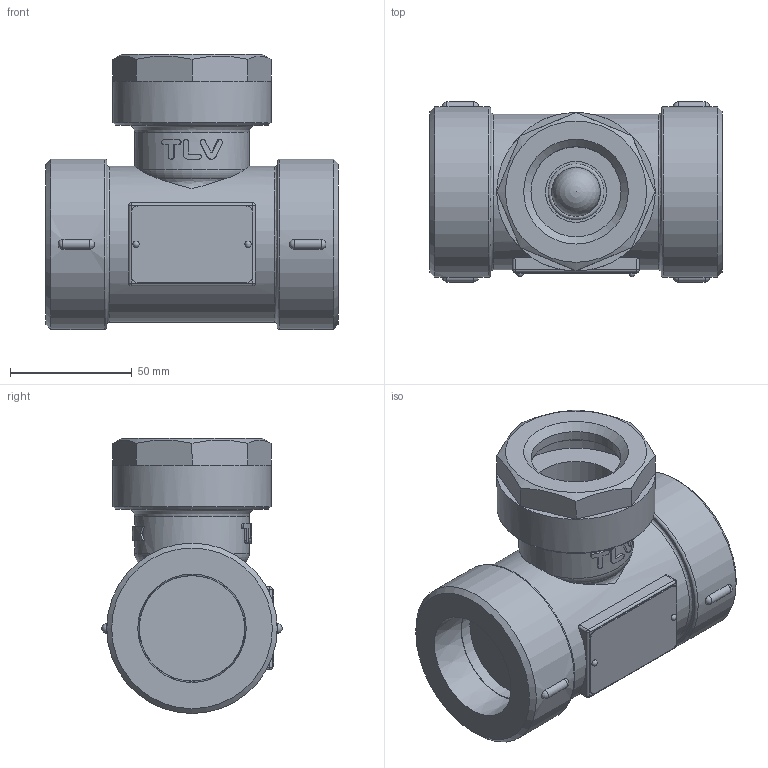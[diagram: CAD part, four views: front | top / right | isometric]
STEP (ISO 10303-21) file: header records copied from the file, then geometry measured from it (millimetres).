
FILE_DESCRIPTION((''),'2;1');
FILE_NAME('t10n0-040-screw-00.stp','2010-06-16T14:02:19',('nakaot'),(''),'Autodesk Inventor 2008','Autodesk Inventor 2008','');
FILE_SCHEMA(('AUTOMOTIVE_DESIGN { 1 0 10303 214 1 1 1 1 }'));
Length unit declared in the file: millimetre
Products named in the file (1): t10n0-040-screw-00
Bounding box: 120 x 74 x 113 mm (x, y, z)
Volume: 413664.1 mm3; surface area: 62810.2 mm2
Topology: 2 solids, 2 shells, 141 faces, 369 edges, 229 vertices
Faces by surface type: plane 48, bspline 39, cylinder 29, sphere 13, cone 8, torus 4
Full cylindrical faces by diameter (mm): 23 x1, 25 x1, 37 x2, 43.256 x1, 47 x1, 51 x1, 56 x1, 64 x1, 65 x1, 70 x1
Entity records: 10548 total; most frequent: CARTESIAN_POINT 7588, ORIENTED_EDGE 612, DIRECTION 524, EDGE_CURVE 306, VERTEX_POINT 221, AXIS2_PLACEMENT_3D 210, EDGE_LOOP 194, FACE_OUTER_BOUND 141
